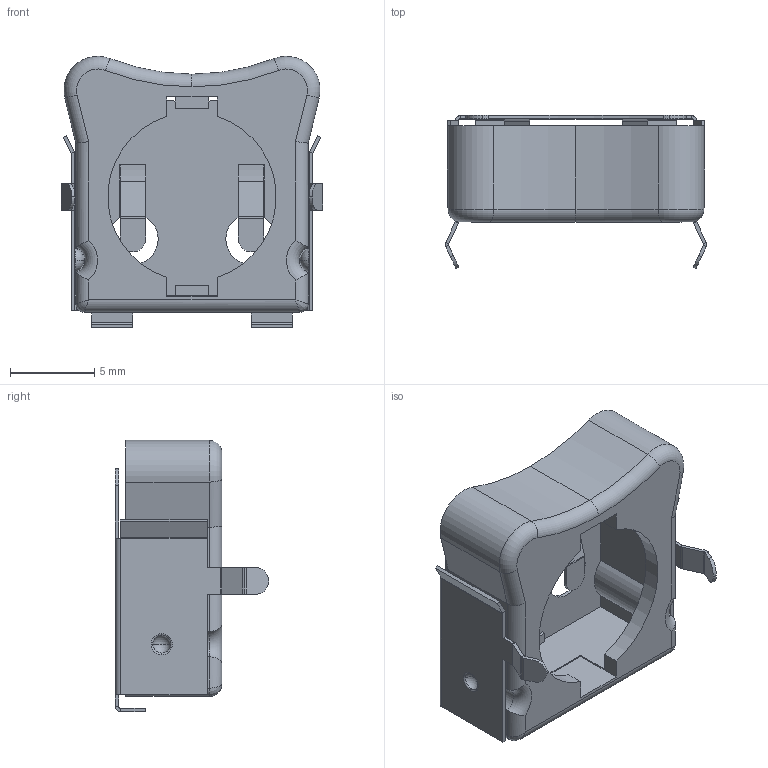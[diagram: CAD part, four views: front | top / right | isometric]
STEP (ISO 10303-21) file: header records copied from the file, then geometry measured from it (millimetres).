
FILE_DESCRIPTION (( 'STEP AP214' ), '1' );
FILE_NAME ('BHX1-LR44-PC.STEP', '2020-01-13T23:28:22', ( '' ), ( '' ), 'SwSTEP 2.0', 'SolidWorks 2017', '' );
FILE_SCHEMA (( 'AUTOMOTIVE_DESIGN' ));
Length unit declared in the file: millimetre
Products named in the file (1): BHX1-LR44-PC
Bounding box: 15.52 x 9.09 x 16.1 mm (x, y, z)
Volume: 433.1 mm3; surface area: 1480.8 mm2
Topology: 2 solids, 2 shells, 237 faces, 568 edges, 337 vertices
Faces by surface type: plane 145, cylinder 68, torus 14, sphere 8, bspline 2
Entity records: 6852 total; most frequent: CARTESIAN_POINT 1245, DIRECTION 1203, ORIENTED_EDGE 1132, EDGE_CURVE 566, AXIS2_PLACEMENT_3D 411, LINE 381, VECTOR 381, VERTEX_POINT 337
